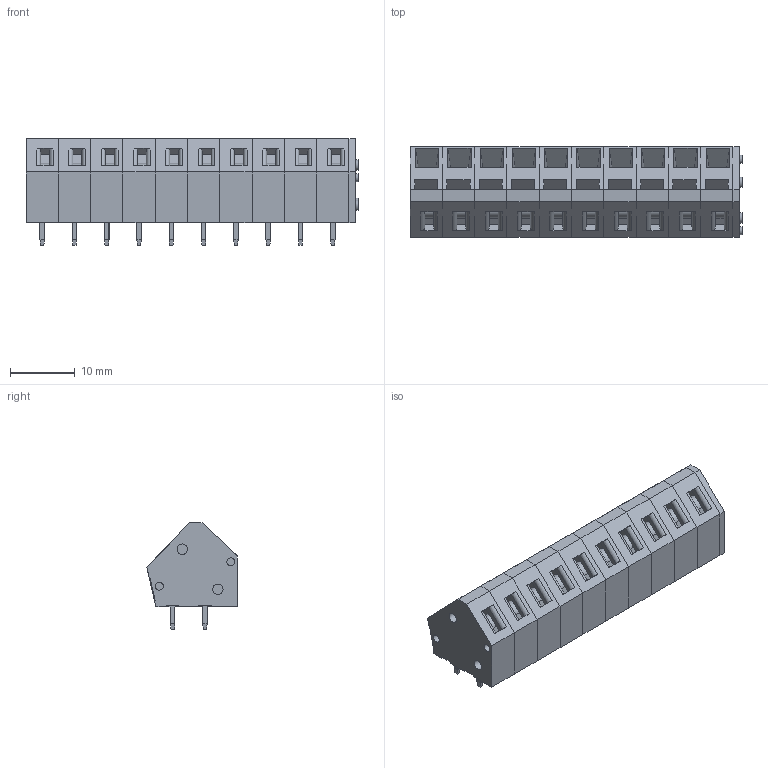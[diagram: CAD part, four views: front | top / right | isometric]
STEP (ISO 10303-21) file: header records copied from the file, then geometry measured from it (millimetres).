
FILE_DESCRIPTION(/* description */ ('Unknown'),/* implementation_level */ '2;1');
FILE_NAME(/* name */ '691413720010B',/* time_stamp */ '2016-04-05T16:38:53+02:00',/* author */ ('Unknown'),/* organization */ ('Unknown'),/* preprocessor_version */ 'ST-DEVELOPER v16.7',/* originating_system */ 'DEX',/* authorisation */ $);
FILE_SCHEMA (('AUTOMOTIVE_DESIGN {1 0 10303 214 3 1 1}'));
Length unit declared in the file: millimetre
Products named in the file (6): 6914137200xxB; 6914137200xx_MODULE; 6914137200xx_PIN; 6914137200xx_LAME; 6914137200xxB_CAPOT
Assembly tree (14 placements, depth 3):
  6914137200xxB
    6914137200xx_MODULE  x10
      6914137200xxB
      6914137200xx_PIN
      6914137200xx_LAME
    6914137200xxB_CAPOT
Bounding box: 51.4 x 14 x 16.5 mm (x, y, z)
Volume: 4152.5 mm3; surface area: 11895.1 mm2
Topology: 31 solids, 31 shells, 1776 faces, 4806 edges, 3142 vertices
Faces by surface type: plane 1332, cylinder 424, bspline 20
Full cylindrical faces by diameter (mm): 1.2 x21, 1.25 x21, 1.6 x42
Entity records: 6178 total; most frequent: CARTESIAN_POINT 1086, ORIENTED_EDGE 1012, DIRECTION 1005, EDGE_CURVE 506, LINE 409, VECTOR 409, VERTEX_POINT 339, AXIS2_PLACEMENT_3D 298
